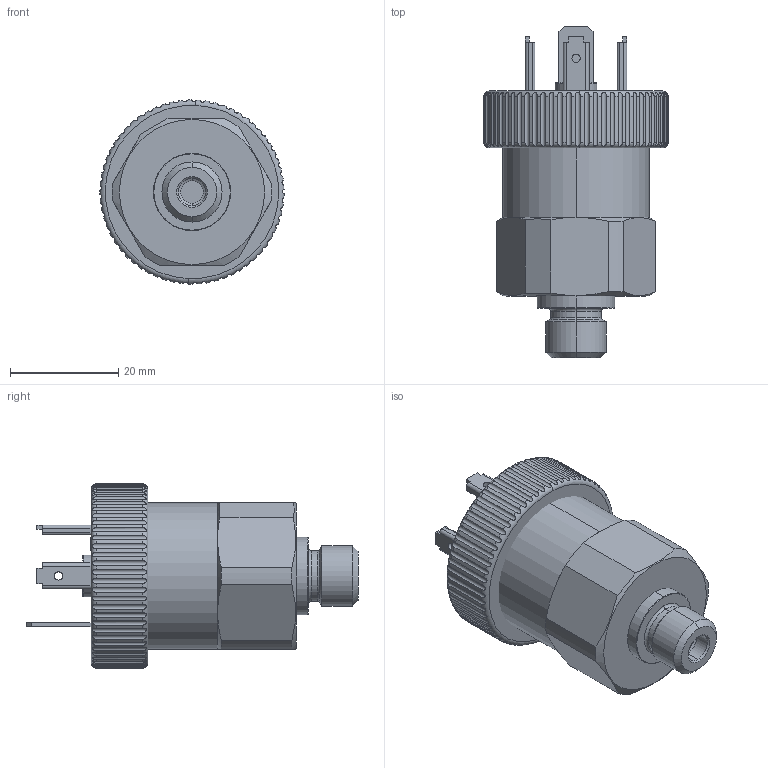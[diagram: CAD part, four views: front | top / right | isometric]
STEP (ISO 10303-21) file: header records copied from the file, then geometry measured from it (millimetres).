
FILE_DESCRIPTION (( 'STEP AP214' ), '1' );
FILE_NAME ('828X.XX.XX.42.05.STEP', '2017-07-03T13:51:47', ( 'upgadmin' ), ( 'Hewlett-Packard Company' ), 'SwSTEP 2.0', 'SolidWorks 2016', '' );
FILE_SCHEMA (( 'AUTOMOTIVE_DESIGN' ));
Length unit declared in the file: millimetre
Products named in the file (7): 828X.XX.XX.42.05; ﾜ-Mutter_E01220; Stiftplatte_DIN-Stecker; 42_C30069; ﾜ-Mutter
Assembly tree (3 placements, depth 2):
  828X.XX.XX.42.05
    42_C30069
    Stiftplatte_DIN-Stecker
    ﾜ-Mutter_E01220
  ﾜ-Mutter
  Stiftplatte_DIN-Stecker
  42_C30069
Bounding box: 34 x 61.29 x 34 mm (x, y, z)
Volume: 27783.3 mm3; surface area: 10495.1 mm2
Topology: 3 solids, 3 shells, 454 faces, 1237 edges, 810 vertices
Faces by surface type: cylinder 235, plane 156, bspline 25, cone 20, torus 18
Entity records: 19156 total; most frequent: CARTESIAN_POINT 6295, ORIENTED_EDGE 2474, DIRECTION 2237, EDGE_CURVE 1237, AXIS2_PLACEMENT_3D 818, VERTEX_POINT 810, LINE 601, VECTOR 601
